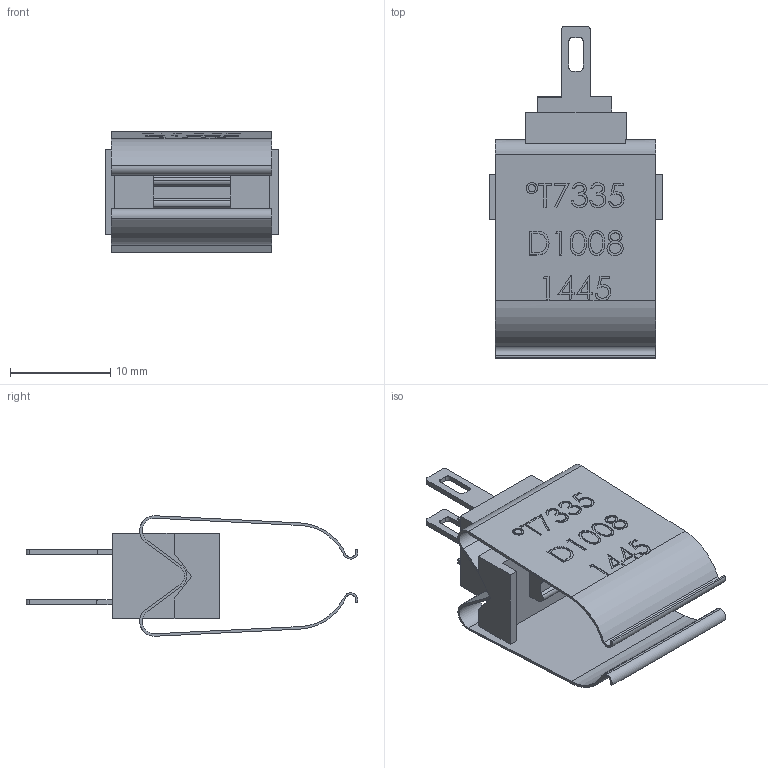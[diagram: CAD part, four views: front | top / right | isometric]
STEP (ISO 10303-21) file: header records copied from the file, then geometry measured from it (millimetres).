
FILE_DESCRIPTION (( 'STEP AP214' ), '1' );
FILE_NAME ('T7335D_Assembly.STEP', '2020-08-07T09:09:34', ( '' ), ( '' ), 'SwSTEP 2.0', 'SolidWorks 2020', '' );
FILE_SCHEMA (( 'AUTOMOTIVE_DESIGN' ));
Length unit declared in the file: millimetre
Products named in the file (3): T7335D_Assembly; T7335D; T7335D_sensor
Assembly tree (2 placements, depth 2):
  T7335D_Assembly
    T7335D
    T7335D_sensor
Bounding box: 17.2 x 33.04 x 12 mm (x, y, z)
Volume: 1164.5 mm3; surface area: 2633.5 mm2
Topology: 2 solids, 2 shells, 308 faces, 846 edges, 562 vertices
Faces by surface type: plane 170, bspline 96, cylinder 42
Entity records: 18005 total; most frequent: CARTESIAN_POINT 7997, ORIENTED_EDGE 1692, DIRECTION 1178, EDGE_CURVE 846, VERTEX_POINT 562, VECTOR 560, LINE 560, EDGE_LOOP 334
